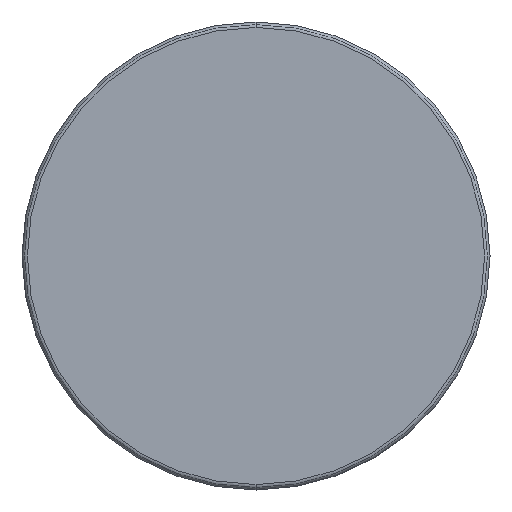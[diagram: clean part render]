
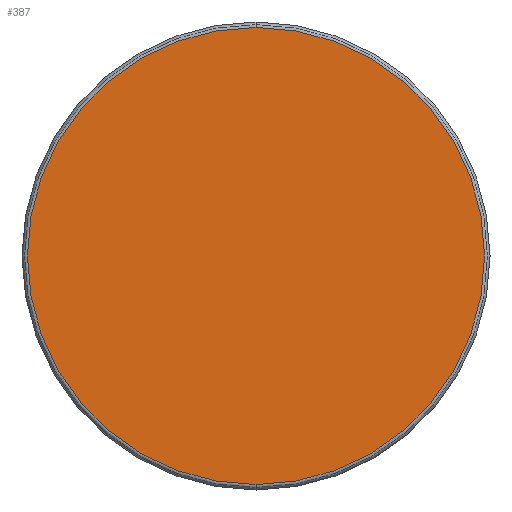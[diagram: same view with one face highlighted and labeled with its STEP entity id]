
A CAD part, front view. The second image highlights one B-rep face of the part: STEP entity #387.
In plain terms, the highlighted planar face has unit normal (0, -1, 0).
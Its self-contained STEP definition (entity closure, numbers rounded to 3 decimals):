
#18 = CARTESIAN_POINT ( 'NONE',  ( 43., -111., 0. ) ) ;
#34 = AXIS2_PLACEMENT_3D ( 'NONE', #712, #424, #69 ) ;
#69 = DIRECTION ( 'NONE',  ( 0., 0., 1. ) ) ;
#76 = ORIENTED_EDGE ( 'NONE', *, *, #173, .T. ) ;
#89 = CARTESIAN_POINT ( 'NONE',  ( 0., -111., -42. ) ) ;
#173 = EDGE_CURVE ( 'NONE', #242, #882, #234, .T. ) ;
#234 = CIRCLE ( 'NONE', #788, 42. ) ;
#242 = VERTEX_POINT ( 'NONE', #670 ) ;
#291 = DIRECTION ( 'NONE',  ( 0., -1., 0. ) ) ;
#327 = EDGE_CURVE ( 'NONE', #882, #242, #391, .T. ) ;
#387 = ADVANCED_FACE ( 'NONE', ( #663 ), #529, .F. ) ;
#391 = CIRCLE ( 'NONE', #34, 42. ) ;
#424 = DIRECTION ( 'NONE',  ( 0., -1., 0. ) ) ;
#456 = DIRECTION ( 'NONE',  ( 0., 1., 0. ) ) ;
#473 = ORIENTED_EDGE ( 'NONE', *, *, #327, .T. ) ;
#500 = AXIS2_PLACEMENT_3D ( 'NONE', #18, #456, #585 ) ;
#507 = DIRECTION ( 'NONE',  ( 0., 0., 1. ) ) ;
#529 = PLANE ( 'NONE',  #500 ) ;
#549 = CARTESIAN_POINT ( 'NONE',  ( 0., -111., 0. ) ) ;
#585 = DIRECTION ( 'NONE',  ( 0., 0., 1. ) ) ;
#663 = FACE_OUTER_BOUND ( 'NONE', #771, .T. ) ;
#670 = CARTESIAN_POINT ( 'NONE',  ( 0., -111., 42. ) ) ;
#712 = CARTESIAN_POINT ( 'NONE',  ( 0., -111., 0. ) ) ;
#771 = EDGE_LOOP ( 'NONE', ( #76, #473 ) ) ;
#788 = AXIS2_PLACEMENT_3D ( 'NONE', #549, #291, #507 ) ;
#882 = VERTEX_POINT ( 'NONE', #89 ) ;
